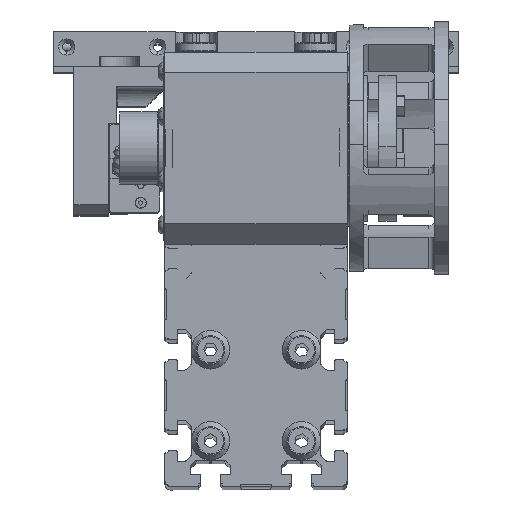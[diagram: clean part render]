
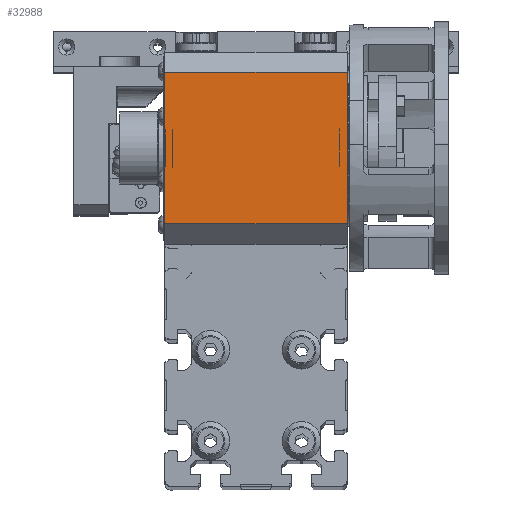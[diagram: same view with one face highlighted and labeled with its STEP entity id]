
A CAD part, top view. The second image highlights one B-rep face of the part: STEP entity #32988.
In plain terms, the highlighted planar face has unit normal (0, 0, 1).
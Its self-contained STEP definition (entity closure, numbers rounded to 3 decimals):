
#2467 = EDGE_CURVE ( 'NONE', #85870, #73825, #51356, .T. ) ;
#3982 = ORIENTED_EDGE ( 'NONE', *, *, #4974, .T. ) ;
#4974 = EDGE_CURVE ( 'NONE', #85870, #66804, #35795, .T. ) ;
#7584 = CARTESIAN_POINT ( 'NONE',  ( 45., -58., 0. ) ) ;
#8384 = LINE ( 'NONE', #49277, #88483 ) ;
#9392 = DIRECTION ( 'NONE',  ( 0., -1., 0. ) ) ;
#14503 = VECTOR ( 'NONE', #82398, 1000. ) ;
#20958 = CARTESIAN_POINT ( 'NONE',  ( 45., -20.5, 0. ) ) ;
#26346 = DIRECTION ( 'NONE',  ( 0., -1., 0. ) ) ;
#32582 = VECTOR ( 'NONE', #26346, 1000. ) ;
#32988 = ADVANCED_FACE ( 'NONE', ( #73508 ), #81180, .T. ) ;
#33235 = CARTESIAN_POINT ( 'NONE',  ( 45., -105.5, 0. ) ) ;
#35795 = LINE ( 'NONE', #41270, #14503 ) ;
#39199 = ORIENTED_EDGE ( 'NONE', *, *, #92434, .F. ) ;
#41270 = CARTESIAN_POINT ( 'NONE',  ( 45., -20.5, 0. ) ) ;
#41296 = DIRECTION ( 'NONE',  ( 0., 0., 1. ) ) ;
#46607 = ORIENTED_EDGE ( 'NONE', *, *, #66853, .T. ) ;
#49277 = CARTESIAN_POINT ( 'NONE',  ( -45., -58., 0. ) ) ;
#51356 = LINE ( 'NONE', #7584, #32582 ) ;
#61663 = LINE ( 'NONE', #85706, #80463 ) ;
#66377 = ORIENTED_EDGE ( 'NONE', *, *, #2467, .F. ) ;
#66804 = VERTEX_POINT ( 'NONE', #80426 ) ;
#66853 = EDGE_CURVE ( 'NONE', #66804, #89798, #8384, .T. ) ;
#69976 = DIRECTION ( 'NONE',  ( -1., 0., 0. ) ) ;
#73508 = FACE_OUTER_BOUND ( 'NONE', #95776, .T. ) ;
#73825 = VERTEX_POINT ( 'NONE', #88123 ) ;
#80426 = CARTESIAN_POINT ( 'NONE',  ( -45., -20.5, 0. ) ) ;
#80463 = VECTOR ( 'NONE', #69976, 1000. ) ;
#81180 = PLANE ( 'NONE',  #87013 ) ;
#82398 = DIRECTION ( 'NONE',  ( -1., 0., 0. ) ) ;
#84128 = CARTESIAN_POINT ( 'NONE',  ( -45., -95.5, 0. ) ) ;
#85706 = CARTESIAN_POINT ( 'NONE',  ( 45., -95.5, 0. ) ) ;
#85870 = VERTEX_POINT ( 'NONE', #20958 ) ;
#87013 = AXIS2_PLACEMENT_3D ( 'NONE', #33235, #41296, #97165 ) ;
#88123 = CARTESIAN_POINT ( 'NONE',  ( 45., -95.5, 0. ) ) ;
#88483 = VECTOR ( 'NONE', #9392, 1000. ) ;
#89798 = VERTEX_POINT ( 'NONE', #84128 ) ;
#92434 = EDGE_CURVE ( 'NONE', #73825, #89798, #61663, .T. ) ;
#95776 = EDGE_LOOP ( 'NONE', ( #39199, #66377, #3982, #46607 ) ) ;
#97165 = DIRECTION ( 'NONE',  ( 0., -1., 0. ) ) ;
